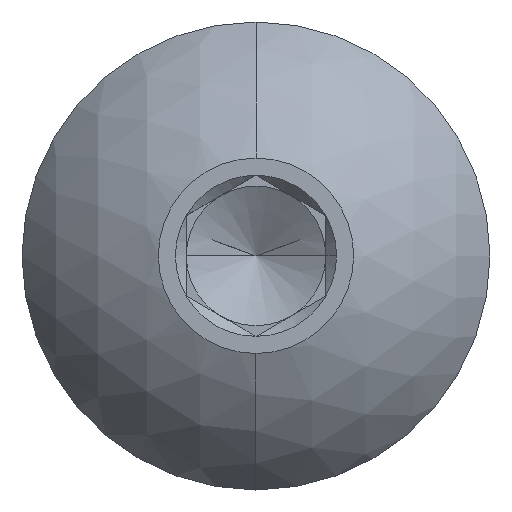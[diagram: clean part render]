
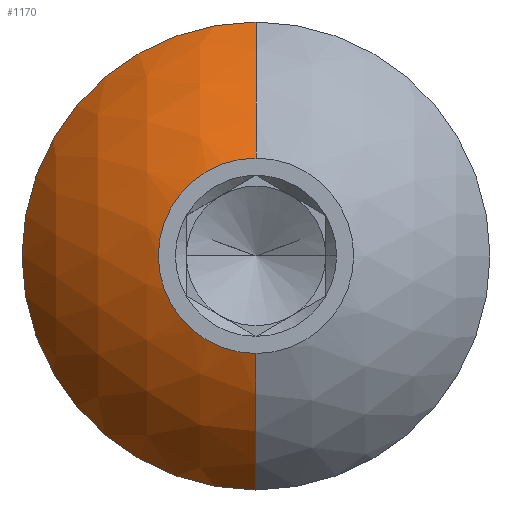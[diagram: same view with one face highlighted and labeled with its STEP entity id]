
A CAD part, top view. The second image highlights one B-rep face of the part: STEP entity #1170.
In plain terms, the highlighted spherical face has radius 3.88 mm.
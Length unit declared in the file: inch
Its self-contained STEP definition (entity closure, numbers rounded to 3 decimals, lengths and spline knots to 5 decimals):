
#5 = CIRCLE ( 'NONE', #1917, 0.05469 ) ;
#51 = EDGE_CURVE ( 'NONE', #3016, #2078, #2876, .T. ) ;
#145 = DIRECTION ( 'NONE',  ( 0., 0., 1. ) ) ;
#278 = CARTESIAN_POINT ( 'NONE',  ( 0., 0.05469, 0.224 ) ) ;
#363 = EDGE_CURVE ( 'NONE', #2078, #1736, #2974, .T. ) ;
#381 = EDGE_LOOP ( 'NONE', ( #1387, #1138, #3939, #929, #2033 ) ) ;
#658 = EDGE_CURVE ( 'NONE', #1736, #3695, #2075, .T. ) ;
#717 = CARTESIAN_POINT ( 'NONE',  ( -0.131, 0., 0.15993 ) ) ;
#778 = VERTEX_POINT ( 'NONE', #278 ) ;
#792 = EDGE_CURVE ( 'NONE', #3016, #778, #2575, .T. ) ;
#921 = CARTESIAN_POINT ( 'NONE',  ( 0., -0.05469, 0.224 ) ) ;
#929 = ORIENTED_EDGE ( 'NONE', *, *, #792, .F. ) ;
#950 = CARTESIAN_POINT ( 'NONE',  ( 0., 0., 0.08138 ) ) ;
#1138 = ORIENTED_EDGE ( 'NONE', *, *, #658, .T. ) ;
#1170 = ADVANCED_FACE ( 'NONE', ( #3628 ), #3536, .T. ) ;
#1179 = DIRECTION ( 'NONE',  ( 0., 1., 0. ) ) ;
#1298 = DIRECTION ( 'NONE',  ( 0., 0., 1. ) ) ;
#1387 = ORIENTED_EDGE ( 'NONE', *, *, #363, .T. ) ;
#1594 = DIRECTION ( 'NONE',  ( -1., 0., 0. ) ) ;
#1736 = VERTEX_POINT ( 'NONE', #3412 ) ;
#1773 = DIRECTION ( 'NONE',  ( 1., 0., 0. ) ) ;
#1917 = AXIS2_PLACEMENT_3D ( 'NONE', #3309, #1298, #3189 ) ;
#2012 = AXIS2_PLACEMENT_3D ( 'NONE', #3349, #145, #3335 ) ;
#2033 = ORIENTED_EDGE ( 'NONE', *, *, #51, .T. ) ;
#2075 = CIRCLE ( 'NONE', #2548, 0.15274 ) ;
#2078 = VERTEX_POINT ( 'NONE', #717 ) ;
#2288 = AXIS2_PLACEMENT_3D ( 'NONE', #2845, #2833, #3492 ) ;
#2432 = DIRECTION ( 'NONE',  ( 0., 0., 1. ) ) ;
#2444 = CARTESIAN_POINT ( 'NONE',  ( 0., 0., 0.08138 ) ) ;
#2545 = DIRECTION ( 'NONE',  ( 0., -1., 0. ) ) ;
#2548 = AXIS2_PLACEMENT_3D ( 'NONE', #950, #1594, #2545 ) ;
#2575 = CIRCLE ( 'NONE', #2288, 0.15274 ) ;
#2833 = DIRECTION ( 'NONE',  ( 1., 0., 0. ) ) ;
#2837 = EDGE_CURVE ( 'NONE', #778, #3695, #5, .T. ) ;
#2845 = CARTESIAN_POINT ( 'NONE',  ( 0., 0., 0.08138 ) ) ;
#2876 = CIRCLE ( 'NONE', #2012, 0.131 ) ;
#2950 = AXIS2_PLACEMENT_3D ( 'NONE', #3680, #2432, #1773 ) ;
#2974 = CIRCLE ( 'NONE', #2950, 0.131 ) ;
#3016 = VERTEX_POINT ( 'NONE', #4082 ) ;
#3189 = DIRECTION ( 'NONE',  ( 1., 0., 0. ) ) ;
#3309 = CARTESIAN_POINT ( 'NONE',  ( 0., 0., 0.224 ) ) ;
#3335 = DIRECTION ( 'NONE',  ( 1., 0., 0. ) ) ;
#3349 = CARTESIAN_POINT ( 'NONE',  ( 0., 0., 0.15993 ) ) ;
#3412 = CARTESIAN_POINT ( 'NONE',  ( 0., -0.131, 0.15993 ) ) ;
#3492 = DIRECTION ( 'NONE',  ( 0., 0., -1. ) ) ;
#3536 = SPHERICAL_SURFACE ( 'NONE', #4132, 0.15274 ) ;
#3628 = FACE_OUTER_BOUND ( 'NONE', #381, .T. ) ;
#3680 = CARTESIAN_POINT ( 'NONE',  ( 0., 0., 0.15993 ) ) ;
#3695 = VERTEX_POINT ( 'NONE', #921 ) ;
#3939 = ORIENTED_EDGE ( 'NONE', *, *, #2837, .F. ) ;
#4061 = DIRECTION ( 'NONE',  ( -1., 0., 0. ) ) ;
#4082 = CARTESIAN_POINT ( 'NONE',  ( 0., 0.131, 0.15993 ) ) ;
#4132 = AXIS2_PLACEMENT_3D ( 'NONE', #2444, #4061, #1179 ) ;
